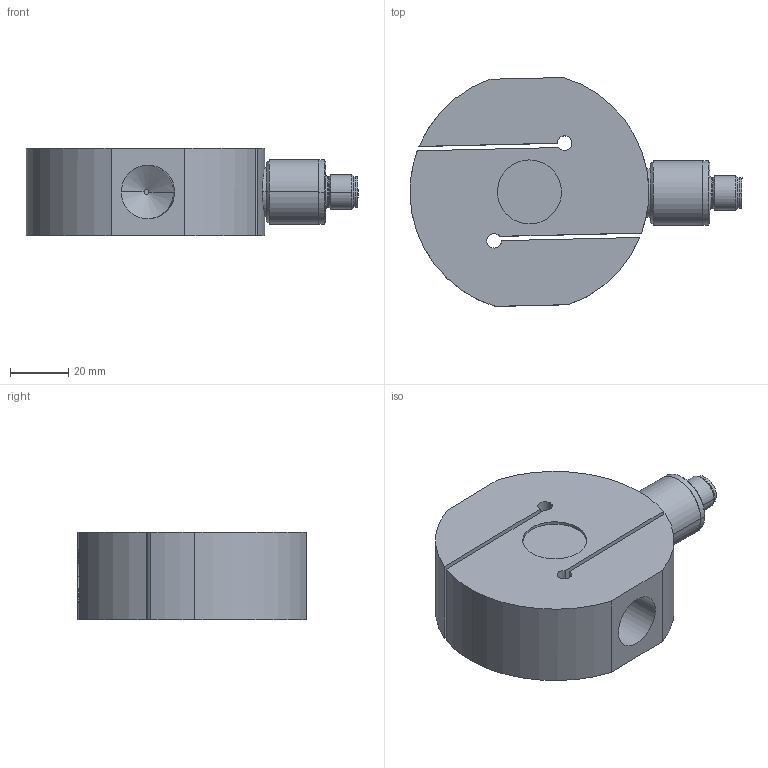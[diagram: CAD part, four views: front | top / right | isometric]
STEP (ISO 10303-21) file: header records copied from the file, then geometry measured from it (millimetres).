
FILE_DESCRIPTION(('STEP AP214'),'1');
FILE_NAME('TS-AMP 2.5t.stp','2018-11-20T08:23:39',(' '),(' '),'Spatial InterOp 3D',' ',' ');
FILE_SCHEMA(('automotive_design'));
Length unit declared in the file: millimetre
Products named in the file (5): TS-AMP 2.5t; Part1; Part2; Pin holder; Body
Assembly tree (4 placements, depth 2):
  TS-AMP 2.5t
    Part1
    Part2
    Pin holder
    Body
Bounding box: 114 x 78.56 x 30.05 mm (x, y, z)
Volume: 148675.9 mm3; surface area: 31758.8 mm2
Topology: 9 solids, 11 shells, 137 faces, 312 edges, 207 vertices
Faces by surface type: cylinder 71, plane 40, torus 14, cone 12
Entity records: 5290 total; most frequent: DIRECTION 783, CARTESIAN_POINT 703, ORIENTED_EDGE 616, AXIS2_PLACEMENT_3D 335, EDGE_CURVE 312, VERTEX_POINT 207, CIRCLE 193, EDGE_LOOP 165
